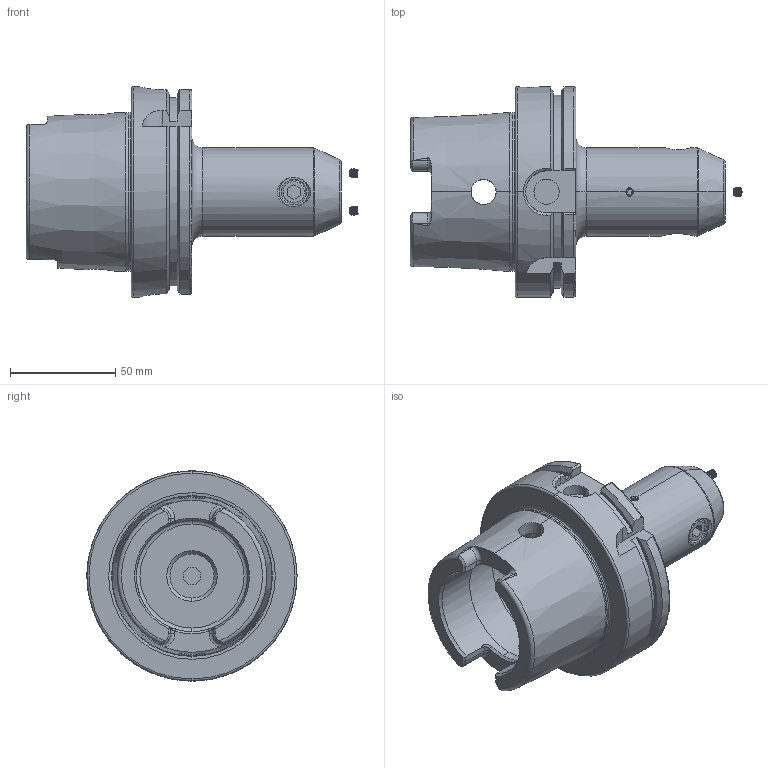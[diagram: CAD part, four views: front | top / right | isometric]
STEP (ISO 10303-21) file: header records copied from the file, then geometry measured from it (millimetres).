
FILE_DESCRIPTION (( 'STEP AP203' ), '1' );
FILE_NAME ('91100A-WK12100.STEP', '2022-07-19T12:29:08', ( '' ), ( '' ), 'SwSTEP 2.0', 'SolidWorks 2018', '' );
FILE_SCHEMA (( 'CONFIG_CONTROL_DESIGN' ));
Length unit declared in the file: millimetre
Products named in the file (5): HSKA100EK12100WW-R02; M12X16._ISO 4026 - M12 x 12-N; GS-M4X4_DIN 913 - M4 x 4-N; HSKA100EK12100WW-R02_ISO; 91100A-WK12100
Assembly tree (7 placements, depth 3):
  91100A-WK12100
    HSKA100EK12100WW-R02_ISO
      HSKA100EK12100WW-R02
      M12X16._ISO 4026 - M12 x 12-N
      GS-M4X4_DIN 913 - M4 x 4-N  x4
Bounding box: 158 x 100 x 100 mm (x, y, z)
Volume: 339996.3 mm3; surface area: 63518 mm2
Topology: 6 solids, 6 shells, 409 faces, 1027 edges, 635 vertices
Faces by surface type: cone 153, cylinder 110, plane 101, torus 33, bspline 10, sphere 2
Entity records: 10224 total; most frequent: CARTESIAN_POINT 3392, ORIENTED_EDGE 1330, DIRECTION 1310, EDGE_CURVE 665, AXIS2_PLACEMENT_3D 530, VERTEX_POINT 407, EDGE_LOOP 286, ADVANCED_FACE 268
